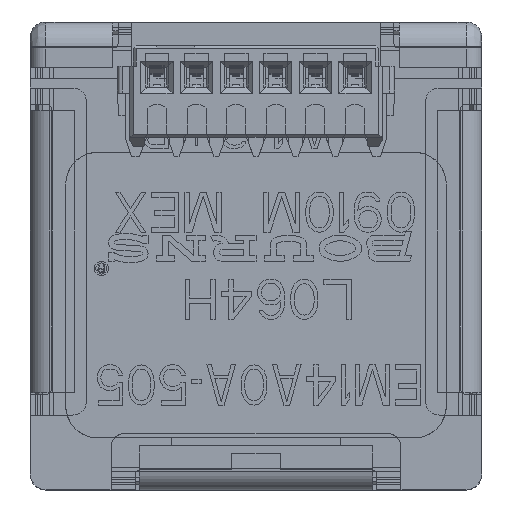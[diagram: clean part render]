
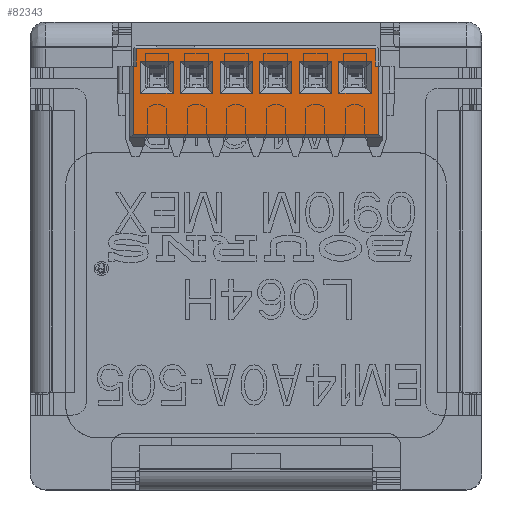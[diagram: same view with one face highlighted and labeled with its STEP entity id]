
A CAD part, front view. The second image highlights one B-rep face of the part: STEP entity #82343.
In plain terms, the highlighted face is planar.
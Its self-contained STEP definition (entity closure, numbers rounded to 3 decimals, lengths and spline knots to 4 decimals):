
#47942=DIRECTION('',(-1.,0.,0.));
#47943=VECTOR('',#47942,7.55);
#47944=CARTESIAN_POINT('',(3.775,-1.65,-161.4));
#47945=LINE('',#47944,#47943);
#47966=DIRECTION('',(0.,1.,0.));
#47967=VECTOR('',#47966,0.55);
#47968=CARTESIAN_POINT('',(3.775,-1.65,-161.4));
#47969=LINE('',#47968,#47967);
#47986=DIRECTION('',(1.,0.,0.));
#47987=VECTOR('',#47986,0.1);
#47988=CARTESIAN_POINT('',(-3.875,-1.1,-161.4));
#47989=LINE('',#47988,#47987);
#47990=DIRECTION('',(-1.,0.,0.));
#47991=VECTOR('',#47990,0.1);
#47992=CARTESIAN_POINT('',(3.875,-1.1,-161.4));
#47993=LINE('',#47992,#47991);
#48002=DIRECTION('',(0.,-1.,0.));
#48003=VECTOR('',#48002,2.15);
#48004=CARTESIAN_POINT('',(3.875,1.05,-161.4));
#48005=LINE('',#48004,#48003);
#48176=DIRECTION('',(0.,1.,0.));
#48177=VECTOR('',#48176,2.15);
#48178=CARTESIAN_POINT('',(-3.875,-1.1,-161.4));
#48179=LINE('',#48178,#48177);
#48184=DIRECTION('',(-1.,0.,0.));
#48185=VECTOR('',#48184,7.75);
#48186=CARTESIAN_POINT('',(3.875,1.05,-161.4));
#48187=LINE('',#48186,#48185);
#48264=DIRECTION('',(0.,1.,0.));
#48265=VECTOR('',#48264,0.55);
#48266=CARTESIAN_POINT('',(-3.775,-1.65,-161.4));
#48267=LINE('',#48266,#48265);
#48300=DIRECTION('',(0.,1.,0.));
#48301=VECTOR('',#48300,1.02);
#48302=CARTESIAN_POINT('',(2.615,-1.26,-161.4));
#48303=LINE('',#48302,#48301);
#48312=DIRECTION('',(-1.,0.,0.));
#48313=VECTOR('',#48312,1.02);
#48314=CARTESIAN_POINT('',(3.635,-1.26,-161.4));
#48315=LINE('',#48314,#48313);
#48320=DIRECTION('',(0.,-1.,0.));
#48321=VECTOR('',#48320,1.02);
#48322=CARTESIAN_POINT('',(3.635,-0.24,-161.4));
#48323=LINE('',#48322,#48321);
#48336=DIRECTION('',(1.,0.,0.));
#48337=VECTOR('',#48336,1.02);
#48338=CARTESIAN_POINT('',(2.615,-0.24,-161.4));
#48339=LINE('',#48338,#48337);
#48732=DIRECTION('',(0.,1.,0.));
#48733=VECTOR('',#48732,1.02);
#48734=CARTESIAN_POINT('',(1.365,-1.26,-161.4));
#48735=LINE('',#48734,#48733);
#48744=DIRECTION('',(-1.,0.,0.));
#48745=VECTOR('',#48744,1.02);
#48746=CARTESIAN_POINT('',(2.385,-1.26,-161.4));
#48747=LINE('',#48746,#48745);
#48752=DIRECTION('',(0.,-1.,0.));
#48753=VECTOR('',#48752,1.02);
#48754=CARTESIAN_POINT('',(2.385,-0.24,-161.4));
#48755=LINE('',#48754,#48753);
#48768=DIRECTION('',(1.,0.,0.));
#48769=VECTOR('',#48768,1.02);
#48770=CARTESIAN_POINT('',(1.365,-0.24,-161.4));
#48771=LINE('',#48770,#48769);
#49164=DIRECTION('',(0.,1.,0.));
#49165=VECTOR('',#49164,1.02);
#49166=CARTESIAN_POINT('',(0.115,-1.26,-161.4));
#49167=LINE('',#49166,#49165);
#49176=DIRECTION('',(-1.,0.,0.));
#49177=VECTOR('',#49176,1.02);
#49178=CARTESIAN_POINT('',(1.135,-1.26,-161.4));
#49179=LINE('',#49178,#49177);
#49184=DIRECTION('',(0.,-1.,0.));
#49185=VECTOR('',#49184,1.02);
#49186=CARTESIAN_POINT('',(1.135,-0.24,-161.4));
#49187=LINE('',#49186,#49185);
#49200=DIRECTION('',(1.,0.,0.));
#49201=VECTOR('',#49200,1.02);
#49202=CARTESIAN_POINT('',(0.115,-0.24,-161.4));
#49203=LINE('',#49202,#49201);
#49596=DIRECTION('',(0.,1.,0.));
#49597=VECTOR('',#49596,1.02);
#49598=CARTESIAN_POINT('',(-1.135,-1.26,-161.4));
#49599=LINE('',#49598,#49597);
#49608=DIRECTION('',(-1.,0.,0.));
#49609=VECTOR('',#49608,1.02);
#49610=CARTESIAN_POINT('',(-0.115,-1.26,-161.4));
#49611=LINE('',#49610,#49609);
#49616=DIRECTION('',(0.,-1.,0.));
#49617=VECTOR('',#49616,1.02);
#49618=CARTESIAN_POINT('',(-0.115,-0.24,-161.4));
#49619=LINE('',#49618,#49617);
#49632=DIRECTION('',(1.,0.,0.));
#49633=VECTOR('',#49632,1.02);
#49634=CARTESIAN_POINT('',(-1.135,-0.24,-161.4));
#49635=LINE('',#49634,#49633);
#50028=DIRECTION('',(0.,1.,0.));
#50029=VECTOR('',#50028,1.02);
#50030=CARTESIAN_POINT('',(-2.385,-1.26,-161.4));
#50031=LINE('',#50030,#50029);
#50040=DIRECTION('',(-1.,0.,0.));
#50041=VECTOR('',#50040,1.02);
#50042=CARTESIAN_POINT('',(-1.365,-1.26,-161.4));
#50043=LINE('',#50042,#50041);
#50048=DIRECTION('',(0.,-1.,0.));
#50049=VECTOR('',#50048,1.02);
#50050=CARTESIAN_POINT('',(-1.365,-0.24,-161.4));
#50051=LINE('',#50050,#50049);
#50064=DIRECTION('',(1.,0.,0.));
#50065=VECTOR('',#50064,1.02);
#50066=CARTESIAN_POINT('',(-2.385,-0.24,-161.4));
#50067=LINE('',#50066,#50065);
#50460=DIRECTION('',(0.,1.,0.));
#50461=VECTOR('',#50460,1.02);
#50462=CARTESIAN_POINT('',(-3.635,-1.26,-161.4));
#50463=LINE('',#50462,#50461);
#50472=DIRECTION('',(-1.,0.,0.));
#50473=VECTOR('',#50472,1.02);
#50474=CARTESIAN_POINT('',(-2.615,-1.26,-161.4));
#50475=LINE('',#50474,#50473);
#50480=DIRECTION('',(0.,-1.,0.));
#50481=VECTOR('',#50480,1.02);
#50482=CARTESIAN_POINT('',(-2.615,-0.24,-161.4));
#50483=LINE('',#50482,#50481);
#50496=DIRECTION('',(1.,0.,0.));
#50497=VECTOR('',#50496,1.02);
#50498=CARTESIAN_POINT('',(-3.635,-0.24,-161.4));
#50499=LINE('',#50498,#50497);
#72466=CARTESIAN_POINT('',(3.635,-1.26,-161.4));
#72467=CARTESIAN_POINT('',(2.615,-1.26,-161.4));
#72468=VERTEX_POINT('',#72466);
#72469=VERTEX_POINT('',#72467);
#72474=CARTESIAN_POINT('',(2.615,-0.24,-161.4));
#72475=VERTEX_POINT('',#72474);
#72478=CARTESIAN_POINT('',(3.635,-0.24,-161.4));
#72479=VERTEX_POINT('',#72478);
#72482=CARTESIAN_POINT('',(2.385,-1.26,-161.4));
#72483=CARTESIAN_POINT('',(1.365,-1.26,-161.4));
#72484=VERTEX_POINT('',#72482);
#72485=VERTEX_POINT('',#72483);
#72490=CARTESIAN_POINT('',(1.365,-0.24,-161.4));
#72491=VERTEX_POINT('',#72490);
#72494=CARTESIAN_POINT('',(2.385,-0.24,-161.4));
#72495=VERTEX_POINT('',#72494);
#72498=CARTESIAN_POINT('',(1.135,-1.26,-161.4));
#72499=CARTESIAN_POINT('',(0.115,-1.26,-161.4));
#72500=VERTEX_POINT('',#72498);
#72501=VERTEX_POINT('',#72499);
#72506=CARTESIAN_POINT('',(0.115,-0.24,-161.4));
#72507=VERTEX_POINT('',#72506);
#72510=CARTESIAN_POINT('',(1.135,-0.24,-161.4));
#72511=VERTEX_POINT('',#72510);
#72514=CARTESIAN_POINT('',(-0.115,-1.26,-161.4));
#72515=CARTESIAN_POINT('',(-1.135,-1.26,-161.4));
#72516=VERTEX_POINT('',#72514);
#72517=VERTEX_POINT('',#72515);
#72522=CARTESIAN_POINT('',(-1.135,-0.24,-161.4));
#72523=VERTEX_POINT('',#72522);
#72526=CARTESIAN_POINT('',(-0.115,-0.24,-161.4));
#72527=VERTEX_POINT('',#72526);
#72530=CARTESIAN_POINT('',(-1.365,-1.26,-161.4));
#72531=CARTESIAN_POINT('',(-2.385,-1.26,-161.4));
#72532=VERTEX_POINT('',#72530);
#72533=VERTEX_POINT('',#72531);
#72538=CARTESIAN_POINT('',(-2.385,-0.24,-161.4));
#72539=VERTEX_POINT('',#72538);
#72542=CARTESIAN_POINT('',(-1.365,-0.24,-161.4));
#72543=VERTEX_POINT('',#72542);
#72546=CARTESIAN_POINT('',(-2.615,-1.26,-161.4));
#72547=CARTESIAN_POINT('',(-3.635,-1.26,-161.4));
#72548=VERTEX_POINT('',#72546);
#72549=VERTEX_POINT('',#72547);
#72554=CARTESIAN_POINT('',(-3.635,-0.24,-161.4));
#72555=VERTEX_POINT('',#72554);
#72558=CARTESIAN_POINT('',(-2.615,-0.24,-161.4));
#72559=VERTEX_POINT('',#72558);
#72562=CARTESIAN_POINT('',(3.875,1.05,-161.4));
#72563=CARTESIAN_POINT('',(-3.875,1.05,-161.4));
#72564=VERTEX_POINT('',#72562);
#72565=VERTEX_POINT('',#72563);
#72570=CARTESIAN_POINT('',(3.775,-1.65,-161.4));
#72571=CARTESIAN_POINT('',(-3.775,-1.65,-161.4));
#72572=VERTEX_POINT('',#72570);
#72573=VERTEX_POINT('',#72571);
#72596=CARTESIAN_POINT('',(-3.875,-1.1,-161.4));
#72597=VERTEX_POINT('',#72596);
#72600=CARTESIAN_POINT('',(3.875,-1.1,-161.4));
#72601=VERTEX_POINT('',#72600);
#72602=CARTESIAN_POINT('',(3.775,-1.1,-161.4));
#72603=VERTEX_POINT('',#72602);
#72606=CARTESIAN_POINT('',(-3.775,-1.1,-161.4));
#72607=VERTEX_POINT('',#72606);
#82264=CARTESIAN_POINT('',(4.375,1.15,-161.4));
#82265=DIRECTION('',(0.,0.,-1.));
#82266=DIRECTION('',(0.,-1.,0.));
#82267=AXIS2_PLACEMENT_3D('',#82264,#82265,#82266);
#82268=PLANE('',#82267);
#82270=ORIENTED_EDGE('',*,*,#82269,.F.);
#82272=ORIENTED_EDGE('',*,*,#82271,.T.);
#82274=ORIENTED_EDGE('',*,*,#82273,.F.);
#82275=ORIENTED_EDGE('',*,*,#82011,.T.);
#82277=ORIENTED_EDGE('',*,*,#82276,.F.);
#82278=ORIENTED_EDGE('',*,*,#82212,.F.);
#82279=ORIENTED_EDGE('',*,*,#82255,.T.);
#82280=ORIENTED_EDGE('',*,*,#81927,.F.);
#82281=EDGE_LOOP('',(#82270,#82272,#82274,#82275,#82277,#82278,#82279,#82280));
#82282=FACE_OUTER_BOUND('',#82281,.F.);
#82284=ORIENTED_EDGE('',*,*,#82283,.T.);
#82286=ORIENTED_EDGE('',*,*,#82285,.T.);
#82288=ORIENTED_EDGE('',*,*,#82287,.T.);
#82290=ORIENTED_EDGE('',*,*,#82289,.T.);
#82291=EDGE_LOOP('',(#82284,#82286,#82288,#82290));
#82292=FACE_BOUND('',#82291,.F.);
#82294=ORIENTED_EDGE('',*,*,#82293,.T.);
#82296=ORIENTED_EDGE('',*,*,#82295,.T.);
#82298=ORIENTED_EDGE('',*,*,#82297,.T.);
#82300=ORIENTED_EDGE('',*,*,#82299,.T.);
#82301=EDGE_LOOP('',(#82294,#82296,#82298,#82300));
#82302=FACE_BOUND('',#82301,.F.);
#82304=ORIENTED_EDGE('',*,*,#82303,.T.);
#82306=ORIENTED_EDGE('',*,*,#82305,.T.);
#82308=ORIENTED_EDGE('',*,*,#82307,.T.);
#82310=ORIENTED_EDGE('',*,*,#82309,.T.);
#82311=EDGE_LOOP('',(#82304,#82306,#82308,#82310));
#82312=FACE_BOUND('',#82311,.F.);
#82314=ORIENTED_EDGE('',*,*,#82313,.T.);
#82316=ORIENTED_EDGE('',*,*,#82315,.T.);
#82318=ORIENTED_EDGE('',*,*,#82317,.T.);
#82320=ORIENTED_EDGE('',*,*,#82319,.T.);
#82321=EDGE_LOOP('',(#82314,#82316,#82318,#82320));
#82322=FACE_BOUND('',#82321,.F.);
#82324=ORIENTED_EDGE('',*,*,#82323,.T.);
#82326=ORIENTED_EDGE('',*,*,#82325,.T.);
#82328=ORIENTED_EDGE('',*,*,#82327,.T.);
#82330=ORIENTED_EDGE('',*,*,#82329,.T.);
#82331=EDGE_LOOP('',(#82324,#82326,#82328,#82330));
#82332=FACE_BOUND('',#82331,.F.);
#82334=ORIENTED_EDGE('',*,*,#82333,.T.);
#82336=ORIENTED_EDGE('',*,*,#82335,.T.);
#82338=ORIENTED_EDGE('',*,*,#82337,.T.);
#82340=ORIENTED_EDGE('',*,*,#82339,.T.);
#82341=EDGE_LOOP('',(#82334,#82336,#82338,#82340));
#82342=FACE_BOUND('',#82341,.F.);
#82343=ADVANCED_FACE('',(#82282,#82292,#82302,#82312,#82322,#82332,#82342),
#82268,.T.);
#81927=EDGE_CURVE('',#72601,#72603,#47993,.T.);
#82011=EDGE_CURVE('',#72597,#72607,#47989,.T.);
#82212=EDGE_CURVE('',#72572,#72573,#47945,.T.);
#82255=EDGE_CURVE('',#72572,#72603,#47969,.T.);
#82269=EDGE_CURVE('',#72564,#72601,#48005,.T.);
#82271=EDGE_CURVE('',#72564,#72565,#48187,.T.);
#82273=EDGE_CURVE('',#72597,#72565,#48179,.T.);
#82276=EDGE_CURVE('',#72573,#72607,#48267,.T.);
#82283=EDGE_CURVE('',#72469,#72475,#48303,.T.);
#82285=EDGE_CURVE('',#72475,#72479,#48339,.T.);
#82287=EDGE_CURVE('',#72479,#72468,#48323,.T.);
#82289=EDGE_CURVE('',#72468,#72469,#48315,.T.);
#82293=EDGE_CURVE('',#72485,#72491,#48735,.T.);
#82295=EDGE_CURVE('',#72491,#72495,#48771,.T.);
#82297=EDGE_CURVE('',#72495,#72484,#48755,.T.);
#82299=EDGE_CURVE('',#72484,#72485,#48747,.T.);
#82303=EDGE_CURVE('',#72501,#72507,#49167,.T.);
#82305=EDGE_CURVE('',#72507,#72511,#49203,.T.);
#82307=EDGE_CURVE('',#72511,#72500,#49187,.T.);
#82309=EDGE_CURVE('',#72500,#72501,#49179,.T.);
#82313=EDGE_CURVE('',#72517,#72523,#49599,.T.);
#82315=EDGE_CURVE('',#72523,#72527,#49635,.T.);
#82317=EDGE_CURVE('',#72527,#72516,#49619,.T.);
#82319=EDGE_CURVE('',#72516,#72517,#49611,.T.);
#82323=EDGE_CURVE('',#72533,#72539,#50031,.T.);
#82325=EDGE_CURVE('',#72539,#72543,#50067,.T.);
#82327=EDGE_CURVE('',#72543,#72532,#50051,.T.);
#82329=EDGE_CURVE('',#72532,#72533,#50043,.T.);
#82333=EDGE_CURVE('',#72549,#72555,#50463,.T.);
#82335=EDGE_CURVE('',#72555,#72559,#50499,.T.);
#82337=EDGE_CURVE('',#72559,#72548,#50483,.T.);
#82339=EDGE_CURVE('',#72548,#72549,#50475,.T.);
